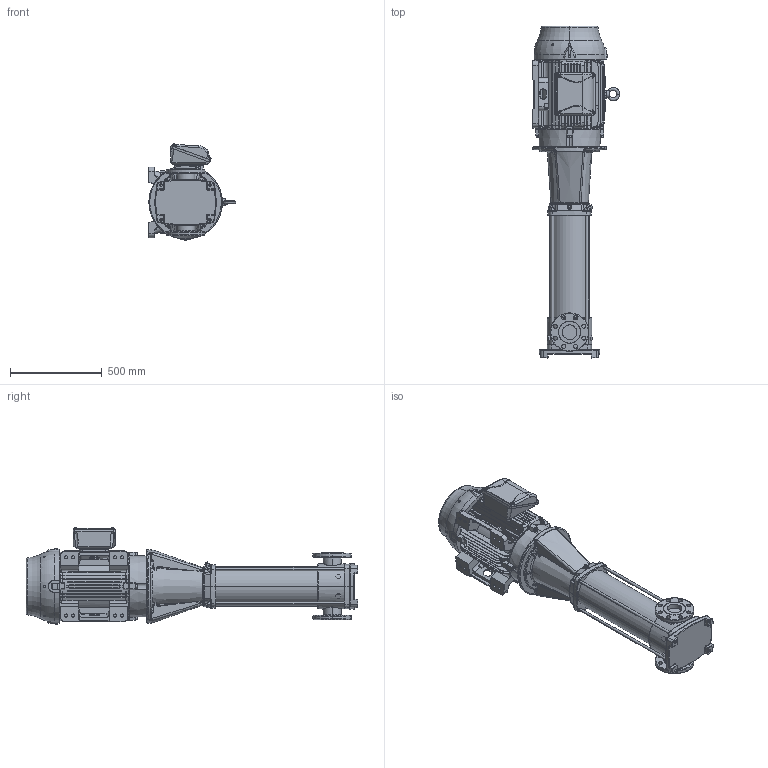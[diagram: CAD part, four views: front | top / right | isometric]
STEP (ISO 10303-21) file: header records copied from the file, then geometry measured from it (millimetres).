
FILE_DESCRIPTION (( 'STEP AP203' ), '1' );
FILE_NAME ('3350129 - MVI-225-7_2-50 HP-326TSC-304-E-575~3.step', '2022-03-31T15:31:11', ( '' ), ( '' ), 'SwSTEP 2.0', 'SolidWorks 2021', '' );
FILE_SCHEMA (( 'CONFIG_CONTROL_DESIGN' ));
Length unit declared in the file: inch
Products named in the file (5): TEFC MOTOR_2700111 - NEMA V2 50 HP 324_6TSC 575~3 TEFC W; sbi_n_45-7_2_flange(NEMA); 2700111 - NEMA V2 50 HP 324_6TSC 575~3 TEFC W; 3350129 - MVI-225-7_2-50 HP-326TSC-304-E-575~3; MVI PEO - [304-EPDM]_3304129 - MVI-225-7_2-50 HP-326TSC-304-E-S
Assembly tree (4 placements, depth 3):
  3350129 - MVI-225-7_2-50 HP-326TSC-304-E-575~3
    MVI PEO - [304-EPDM]_3304129 - MVI-225-7_2-50 HP-326TSC-304-E-S
      sbi_n_45-7_2_flange(NEMA)
    TEFC MOTOR_2700111 - NEMA V2 50 HP 324_6TSC 575~3 TEFC W
      2700111 - NEMA V2 50 HP 324_6TSC 575~3 TEFC W
Bounding box: 476.2 x 1806.91 x 525.98 mm (x, y, z)
Volume: 122952815.7 mm3; surface area: 3821095.6 mm2
Topology: 2 solids, 6 shells, 2954 faces, 8040 edges, 5186 vertices
Faces by surface type: cylinder 1005, plane 939, bspline 691, cone 225, torus 92, sphere 2
Entity records: 154314 total; most frequent: CARTESIAN_POINT 87102, ORIENTED_EDGE 15974, DIRECTION 11206, EDGE_CURVE 7987, VERTEX_POINT 5185, AXIS2_PLACEMENT_3D 4322, EDGE_LOOP 3182, B_SPLINE_CURVE_WITH_KNOTS 2990
